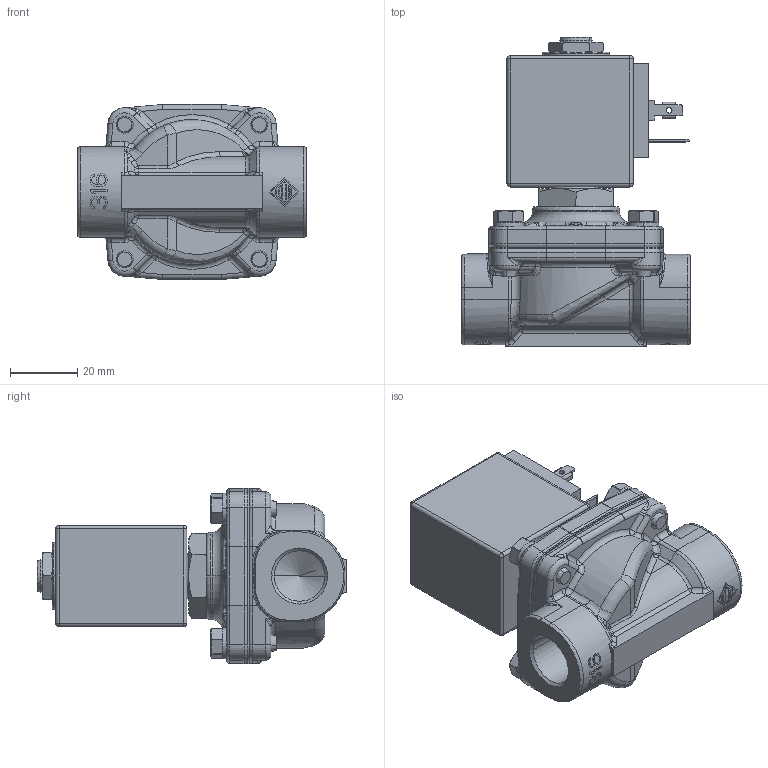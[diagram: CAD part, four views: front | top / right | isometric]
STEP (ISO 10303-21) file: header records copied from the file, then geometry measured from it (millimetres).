
FILE_DESCRIPTION((''),'2;1');
FILE_NAME('21IH3K1V150_ASM','2013-07-30T',('iacovoneb'),('O.D.E.'),'PRO/ENGINEER BY PARAMETRIC TECHNOLOGY CORPORATION, 2011410','PRO/ENGINEER BY PARAMETRIC TECHNOLOGY CORPORATION, 2011410','');
FILE_SCHEMA(('CONFIG_CONTROL_DESIGN','SHAPE_APPEARANCE_LAYERS_GROUPS'));
Products named in the file (1): 21IH3K1V150_ASM
Bounding box: 68 x 91.9 x 52 mm (x, y, z)
Volume: 120473.6 mm3; surface area: 28240.4 mm2
Topology: 1 solids, 6 shells, 1420 faces, 3399 edges, 2027 vertices
Faces by surface type: plane 435, cylinder 409, bspline 261, torus 149, cone 100, sphere 66
Entity records: 55973 total; most frequent: CARTESIAN_POINT 17213, ORIENTED_EDGE 6786, DIRECTION 6069, EDGE_CURVE 3393, AXIS2_PLACEMENT_3D 2461, VERTEX_POINT 2027, EDGE_LOOP 1478, FACE_OUTER_BOUND 1420
